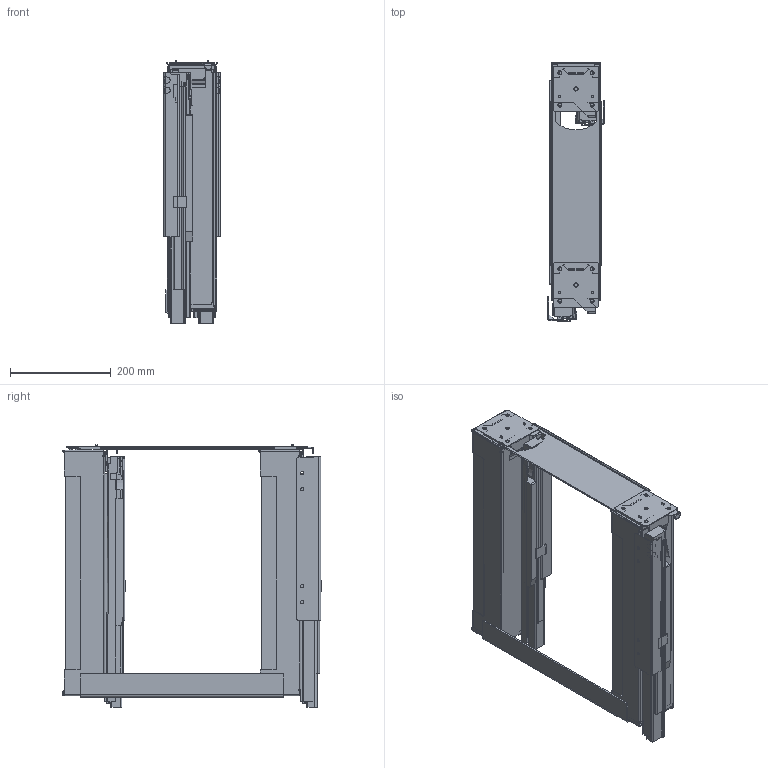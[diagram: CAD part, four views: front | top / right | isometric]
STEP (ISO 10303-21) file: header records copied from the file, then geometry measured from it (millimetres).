
FILE_DESCRIPTION(/* description */ (''),/* implementation_level */ '2;1');
FILE_NAME(/* name */ '3D_200-2518-XX.sat.ipt.stp',/* time_stamp */ '2023-04-17T13:51:52+02:00',/* author */ (''),/* organization */ (''),/* preprocessor_version */ 'ST-DEVELOPER v18.1',/* originating_system */ 'Autodesk Inventor 2021',/* authorisation */ '');
FILE_SCHEMA (('CONFIG_CONTROL_DESIGN'));
Length unit declared in the file: millimetre
Products named in the file (1): 3D_200-2518-XX.sat
Bounding box: 112 x 513.04 x 521 mm (x, y, z)
Volume: 2728958.7 mm3; surface area: 1102964.4 mm2
Topology: 1 solids, 1 shells, 1476 faces, 4068 edges, 2570 vertices
Faces by surface type: plane 953, cylinder 443, bspline 64, cone 10, torus 6
Full cylindrical faces by diameter (mm): 6.3 x10, 6.4 x8
Entity records: 50251 total; most frequent: CARTESIAN_POINT 11283, ORIENTED_EDGE 8132, DIRECTION 7768, EDGE_CURVE 4066, LINE 2978, VECTOR 2978, VERTEX_POINT 2570, AXIS2_PLACEMENT_3D 2395
